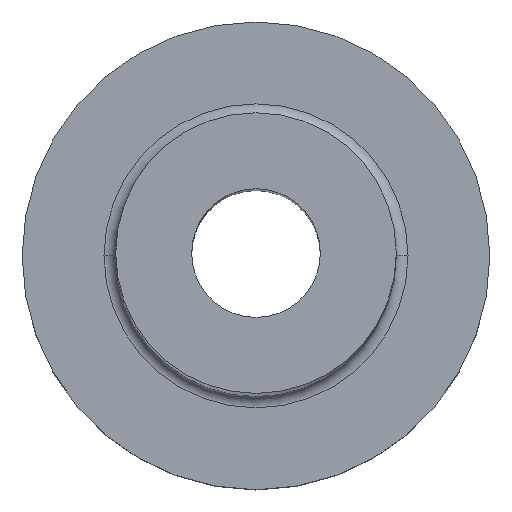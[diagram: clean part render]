
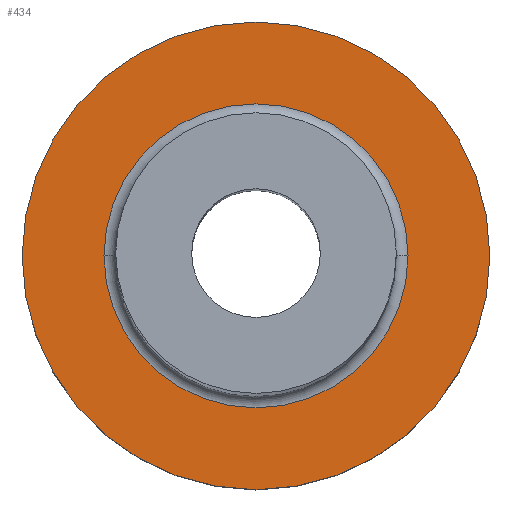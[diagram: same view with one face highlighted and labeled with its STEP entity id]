
A CAD part, top view. The second image highlights one B-rep face of the part: STEP entity #434.
In plain terms, the highlighted planar face has unit normal (0, 0, 1).
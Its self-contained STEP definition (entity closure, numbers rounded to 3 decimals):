
#7 = DIRECTION ( 'NONE',  ( 1., 0., 0. ) ) ;
#26 = VERTEX_POINT ( 'NONE', #315 ) ;
#42 = DIRECTION ( 'NONE',  ( 1., 0., 0. ) ) ;
#52 = CARTESIAN_POINT ( 'NONE',  ( 0., 0., 7. ) ) ;
#56 = EDGE_CURVE ( 'NONE', #374, #427, #197, .T. ) ;
#63 = EDGE_CURVE ( 'NONE', #427, #374, #174, .T. ) ;
#72 = DIRECTION ( 'NONE',  ( 1., 0., 0. ) ) ;
#90 = EDGE_CURVE ( 'NONE', #26, #240, #168, .T. ) ;
#96 = AXIS2_PLACEMENT_3D ( 'NONE', #52, #269, #354 ) ;
#105 = DIRECTION ( 'NONE',  ( 1., 0., 0. ) ) ;
#111 = CARTESIAN_POINT ( 'NONE',  ( 10., 0., 7. ) ) ;
#121 = ORIENTED_EDGE ( 'NONE', *, *, #438, .T. ) ;
#129 = DIRECTION ( 'NONE',  ( 0., 0., -1. ) ) ;
#168 = CIRCLE ( 'NONE', #96, 10. ) ;
#174 = CIRCLE ( 'NONE', #317, 6.5 ) ;
#177 = CIRCLE ( 'NONE', #245, 10. ) ;
#180 = CARTESIAN_POINT ( 'NONE',  ( 0., 0., 7. ) ) ;
#197 = CIRCLE ( 'NONE', #423, 6.5 ) ;
#212 = CARTESIAN_POINT ( 'NONE',  ( 0., 0., 7. ) ) ;
#216 = ORIENTED_EDGE ( 'NONE', *, *, #90, .T. ) ;
#222 = CARTESIAN_POINT ( 'NONE',  ( 0., 0., 7. ) ) ;
#229 = CARTESIAN_POINT ( 'NONE',  ( 0., 0., 7. ) ) ;
#240 = VERTEX_POINT ( 'NONE', #111 ) ;
#245 = AXIS2_PLACEMENT_3D ( 'NONE', #180, #325, #7 ) ;
#249 = EDGE_LOOP ( 'NONE', ( #344, #444 ) ) ;
#256 = FACE_OUTER_BOUND ( 'NONE', #311, .T. ) ;
#258 = PLANE ( 'NONE',  #455 ) ;
#269 = DIRECTION ( 'NONE',  ( 0., 0., 1. ) ) ;
#309 = FACE_BOUND ( 'NONE', #249, .T. ) ;
#311 = EDGE_LOOP ( 'NONE', ( #216, #121 ) ) ;
#315 = CARTESIAN_POINT ( 'NONE',  ( -10., 0., 7. ) ) ;
#317 = AXIS2_PLACEMENT_3D ( 'NONE', #229, #364, #105 ) ;
#325 = DIRECTION ( 'NONE',  ( 0., 0., 1. ) ) ;
#344 = ORIENTED_EDGE ( 'NONE', *, *, #63, .T. ) ;
#354 = DIRECTION ( 'NONE',  ( 1., 0., 0. ) ) ;
#357 = DIRECTION ( 'NONE',  ( 0., 0., 1. ) ) ;
#364 = DIRECTION ( 'NONE',  ( 0., 0., -1. ) ) ;
#374 = VERTEX_POINT ( 'NONE', #412 ) ;
#412 = CARTESIAN_POINT ( 'NONE',  ( -6.5, 0., 7. ) ) ;
#423 = AXIS2_PLACEMENT_3D ( 'NONE', #212, #129, #72 ) ;
#427 = VERTEX_POINT ( 'NONE', #450 ) ;
#434 = ADVANCED_FACE ( 'NONE', ( #309, #256 ), #258, .T. ) ;
#438 = EDGE_CURVE ( 'NONE', #240, #26, #177, .T. ) ;
#444 = ORIENTED_EDGE ( 'NONE', *, *, #56, .T. ) ;
#450 = CARTESIAN_POINT ( 'NONE',  ( 6.5, 0., 7. ) ) ;
#455 = AXIS2_PLACEMENT_3D ( 'NONE', #222, #357, #42 ) ;
